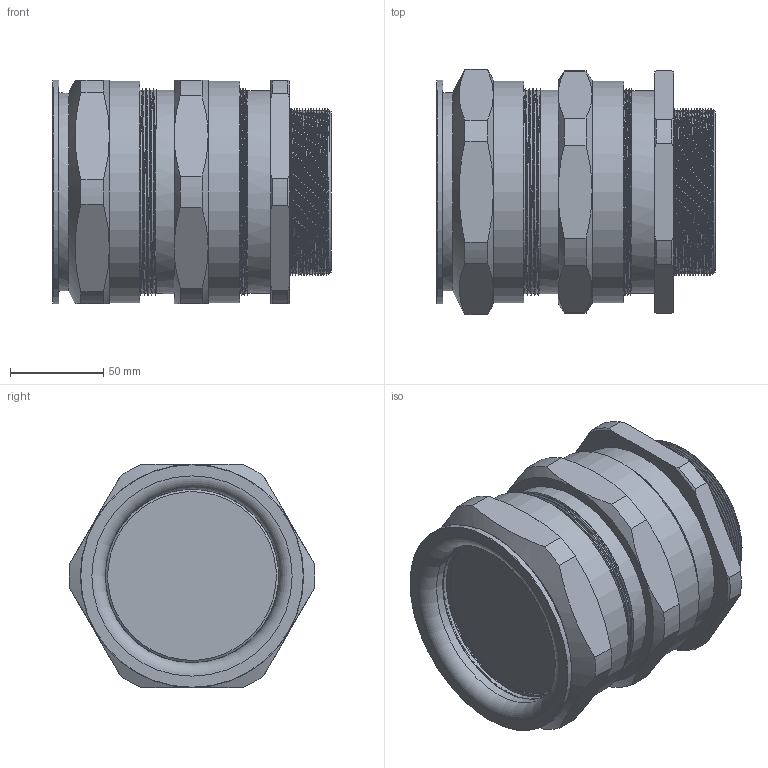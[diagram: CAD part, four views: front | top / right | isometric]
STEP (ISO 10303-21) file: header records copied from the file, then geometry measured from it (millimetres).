
FILE_DESCRIPTION(/* description */ ('ADE-4F M90x2,0'),/* implementation_level */ '2;1');
FILE_NAME(/* name */ '00847504V1-RST.stp',/* time_stamp */ '2021-04-28T13:05:22+02:00',/* author */ ('sl'),/* organization */ (''),/* preprocessor_version */ 'ST-DEVELOPER v16.5',/* originating_system */ 'Autodesk Inventor 2017',/* authorisation */ '');
FILE_SCHEMA (('AUTOMOTIVE_DESIGN { 1 0 10303 214 3 1 1 }'));
Length unit declared in the file: millimetre
Products named in the file (9): 00847504V1; 00847504V1_1; 00847504V1_2; 00847504V1_3; 00847504V1_4; 00847504V1_5; 00847504V1_6; 00847504V1_7; 00847504V1_8
Assembly tree (8 placements, depth 2):
  00847504V1
    00847504V1_1
    00847504V1_2
    00847504V1_3
    00847504V1_4
    00847504V1_5
    00847504V1_6
    00847504V1_7
    00847504V1_8
Bounding box: 149.07 x 131.63 x 120 mm (x, y, z)
Volume: 557366.1 mm3; surface area: 281902.1 mm2
Topology: 10 solids, 10 shells, 250 faces, 568 edges, 362 vertices
Faces by surface type: cylinder 106, plane 67, cone 47, torus 20, bspline 10
Full cylindrical faces by diameter (mm): 80.1 x1, 80.7 x1, 81.58 x1, 82.205 x1, 83 x1, 86.4 x1, 86.65 x1, 87.62 x1, 88.14 x1, 89.77 x14, 92.66 x1, 92.93 x1, 92.96 x1, 93.08 x1, 93.33 x1, 93.68 x1, 93.93 x1, 95.31 x1, 96.42 x1, 96.66 x2, 98.04 x1, 98.13 x1, 99 x1, 100 x1, 100.8 x1, 102.57 x1, 106.16 x1, 107.17 x2, 107.27 x1, 107.74 x14
Entity records: 16107 total; most frequent: CARTESIAN_POINT 11929, DIRECTION 854, ORIENTED_EDGE 696, AXIS2_PLACEMENT_3D 403, EDGE_CURVE 346, EDGE_LOOP 317, VERTEX_POINT 259, FACE_OUTER_BOUND 204
